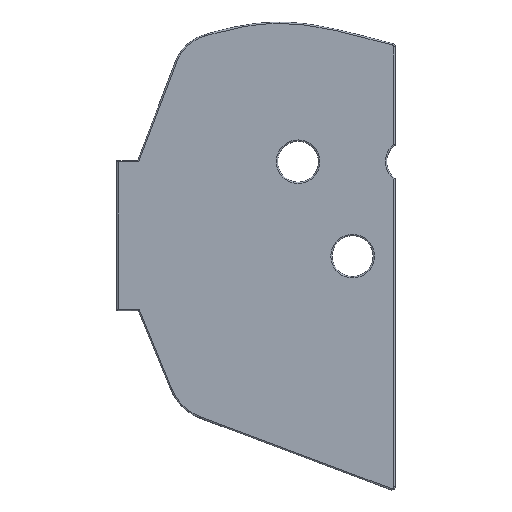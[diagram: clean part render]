
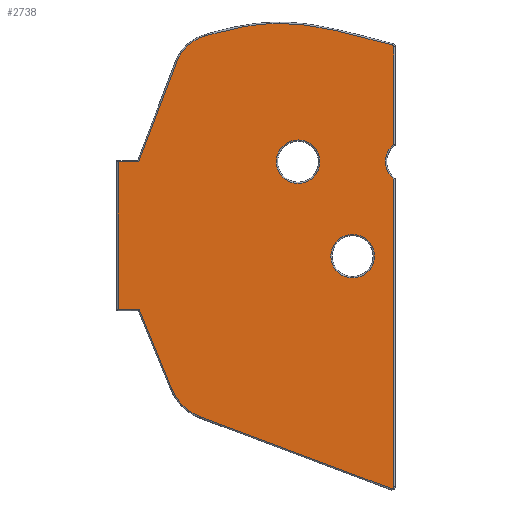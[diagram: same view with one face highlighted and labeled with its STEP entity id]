
A CAD part, top view. The second image highlights one B-rep face of the part: STEP entity #2738.
In plain terms, the highlighted planar face has unit normal (0, 0, 1).
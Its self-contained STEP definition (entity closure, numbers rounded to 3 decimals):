
#15=FACE_BOUND('',#843,.T.);
#16=FACE_BOUND('',#844,.T.);
#51=PLANE('',#2971);
#160=LINE('',#4818,#387);
#161=LINE('',#4822,#388);
#162=LINE('',#4826,#389);
#163=LINE('',#4830,#390);
#164=LINE('',#4856,#391);
#165=LINE('',#4860,#392);
#166=LINE('',#4862,#393);
#167=LINE('',#4864,#394);
#168=LINE('',#4865,#395);
#387=VECTOR('',#3416,10.);
#388=VECTOR('',#3419,10.);
#389=VECTOR('',#3422,10.);
#390=VECTOR('',#3425,10.);
#391=VECTOR('',#3426,10.);
#392=VECTOR('',#3429,10.);
#393=VECTOR('',#3430,10.);
#394=VECTOR('',#3431,10.);
#395=VECTOR('',#3432,10.);
#671=FACE_OUTER_BOUND('',#842,.T.);
#842=EDGE_LOOP('',(#2044,#2045,#2046,#2047,#2048,#2049,#2050,#2051,#2052,
#2053,#2054,#2055,#2056,#2057,#2058,#2059));
#843=EDGE_LOOP('',(#2060));
#844=EDGE_LOOP('',(#2061));
#992=B_SPLINE_CURVE_WITH_KNOTS('',3,(#4832,#4833,#4834,#4835,#4836),
 .UNSPECIFIED.,.F.,.F.,(4,1,4),(-0.078,-0.039,
0.),.UNSPECIFIED.);
#993=B_SPLINE_CURVE_WITH_KNOTS('',3,(#4838,#4839,#4840,#4841,#4842,#4843,
#4844,#4845,#4846,#4847),.UNSPECIFIED.,.F.,.F.,(4,2,2,2,4),(0.,0.273,
1.476,2.973,3.382),.UNSPECIFIED.);
#994=B_SPLINE_CURVE_WITH_KNOTS('',3,(#4849,#4850,#4851,#4852,#4853,#4854),
 .UNSPECIFIED.,.F.,.F.,(4,2,4),(0.,1.184,2.163),
 .UNSPECIFIED.);
#1093=CIRCLE('',#2967,6.4);
#1097=CIRCLE('',#2972,14.6);
#1098=CIRCLE('',#2973,0.6);
#1099=CIRCLE('',#2974,6.4);
#1100=CIRCLE('',#2975,12.6);
#1101=CIRCLE('',#2976,6.4);
#1254=VERTEX_POINT('',#4808);
#1257=VERTEX_POINT('',#4816);
#1258=VERTEX_POINT('',#4817);
#1259=VERTEX_POINT('',#4819);
#1260=VERTEX_POINT('',#4821);
#1261=VERTEX_POINT('',#4823);
#1262=VERTEX_POINT('',#4825);
#1263=VERTEX_POINT('',#4827);
#1264=VERTEX_POINT('',#4829);
#1265=VERTEX_POINT('',#4831);
#1266=VERTEX_POINT('',#4837);
#1267=VERTEX_POINT('',#4848);
#1268=VERTEX_POINT('',#4855);
#1269=VERTEX_POINT('',#4857);
#1270=VERTEX_POINT('',#4859);
#1271=VERTEX_POINT('',#4861);
#1272=VERTEX_POINT('',#4863);
#1273=VERTEX_POINT('',#4866);
#1551=EDGE_CURVE('',#1254,#1254,#1093,.T.);
#1555=EDGE_CURVE('',#1257,#1258,#160,.T.);
#1556=EDGE_CURVE('',#1259,#1257,#1097,.T.);
#1557=EDGE_CURVE('',#1260,#1259,#161,.T.);
#1558=EDGE_CURVE('',#1261,#1260,#1098,.T.);
#1559=EDGE_CURVE('',#1262,#1261,#162,.T.);
#1560=EDGE_CURVE('',#1263,#1262,#1099,.T.);
#1561=EDGE_CURVE('',#1264,#1263,#163,.T.);
#1562=EDGE_CURVE('',#1265,#1264,#992,.T.);
#1563=EDGE_CURVE('',#1266,#1265,#993,.T.);
#1564=EDGE_CURVE('',#1267,#1266,#994,.T.);
#1565=EDGE_CURVE('',#1268,#1267,#164,.T.);
#1566=EDGE_CURVE('',#1269,#1268,#1100,.T.);
#1567=EDGE_CURVE('',#1270,#1269,#165,.T.);
#1568=EDGE_CURVE('',#1271,#1270,#166,.T.);
#1569=EDGE_CURVE('',#1272,#1271,#167,.T.);
#1570=EDGE_CURVE('',#1258,#1272,#168,.T.);
#1571=EDGE_CURVE('',#1273,#1273,#1101,.T.);
#2044=ORIENTED_EDGE('',*,*,#1555,.F.);
#2045=ORIENTED_EDGE('',*,*,#1556,.F.);
#2046=ORIENTED_EDGE('',*,*,#1557,.F.);
#2047=ORIENTED_EDGE('',*,*,#1558,.F.);
#2048=ORIENTED_EDGE('',*,*,#1559,.F.);
#2049=ORIENTED_EDGE('',*,*,#1560,.F.);
#2050=ORIENTED_EDGE('',*,*,#1561,.F.);
#2051=ORIENTED_EDGE('',*,*,#1562,.F.);
#2052=ORIENTED_EDGE('',*,*,#1563,.F.);
#2053=ORIENTED_EDGE('',*,*,#1564,.F.);
#2054=ORIENTED_EDGE('',*,*,#1565,.F.);
#2055=ORIENTED_EDGE('',*,*,#1566,.F.);
#2056=ORIENTED_EDGE('',*,*,#1567,.F.);
#2057=ORIENTED_EDGE('',*,*,#1568,.F.);
#2058=ORIENTED_EDGE('',*,*,#1569,.F.);
#2059=ORIENTED_EDGE('',*,*,#1570,.F.);
#2060=ORIENTED_EDGE('',*,*,#1571,.F.);
#2061=ORIENTED_EDGE('',*,*,#1551,.F.);
#2738=ADVANCED_FACE('',(#671,#15,#16),#51,.T.);
#2967=AXIS2_PLACEMENT_3D('',#4809,#3406,#3407);
#2971=AXIS2_PLACEMENT_3D('',#4815,#3414,#3415);
#2972=AXIS2_PLACEMENT_3D('',#4820,#3417,#3418);
#2973=AXIS2_PLACEMENT_3D('',#4824,#3420,#3421);
#2974=AXIS2_PLACEMENT_3D('',#4828,#3423,#3424);
#2975=AXIS2_PLACEMENT_3D('',#4858,#3427,#3428);
#2976=AXIS2_PLACEMENT_3D('',#4867,#3433,#3434);
#3406=DIRECTION('center_axis',(0.,0.,
1.));
#3407=DIRECTION('ref_axis',(0.,-1.,0.));
#3414=DIRECTION('center_axis',(0.,0.,
1.));
#3415=DIRECTION('ref_axis',(0.,-1.,0.));
#3416=DIRECTION('',(-0.38,0.925,0.));
#3417=DIRECTION('center_axis',(0.,0.,
-1.));
#3418=DIRECTION('ref_axis',(-0.697,-0.717,0.));
#3419=DIRECTION('',(-0.936,0.352,0.));
#3420=DIRECTION('center_axis',(0.,0.,
-1.));
#3421=DIRECTION('ref_axis',(0.569,-0.822,0.));
#3422=DIRECTION('',(0.,-1.,0.));
#3423=DIRECTION('center_axis',(0.,0.,
1.));
#3424=DIRECTION('ref_axis',(-1.,0.,0.));
#3425=DIRECTION('',(0.,-1.,0.));
#3426=DIRECTION('',(0.96,0.28,0.));
#3427=DIRECTION('center_axis',(0.,0.,
-1.));
#3428=DIRECTION('ref_axis',(-0.679,0.735,0.));
#3429=DIRECTION('',(0.355,0.935,0.));
#3430=DIRECTION('',(1.,0.,0.));
#3431=DIRECTION('',(0.,1.,0.));
#3432=DIRECTION('',(-1.,0.,0.));
#3433=DIRECTION('center_axis',(0.,0.,
1.));
#3434=DIRECTION('ref_axis',(0.,-1.,0.));
#4808=CARTESIAN_POINT('',(47.9,79.287,0.95));
#4809=CARTESIAN_POINT('Origin',(41.5,79.287,0.95));
#4815=CARTESIAN_POINT('Origin',(13.15,79.117,0.95));
#4816=CARTESIAN_POINT('',(-11.491,40.239,0.95));
#4817=CARTESIAN_POINT('',(-21.137,63.723,0.95));
#4818=CARTESIAN_POINT('',(-16.544,52.541,0.95));
#4819=CARTESIAN_POINT('',(-3.167,32.137,0.95));
#4820=CARTESIAN_POINT('Origin',(2.014,45.786,0.95));
#4821=CARTESIAN_POINT('',(52.789,11.116,0.95));
#4822=CARTESIAN_POINT('',(24.903,21.592,0.95));
#4823=CARTESIAN_POINT('',(53.6,11.677,0.95));
#4824=CARTESIAN_POINT('Origin',(53.,11.677,0.95));
#4825=CARTESIAN_POINT('',(53.6,101.926,0.95));
#4826=CARTESIAN_POINT('',(53.6,44.675,0.95));
#4827=CARTESIAN_POINT('',(53.6,112.074,0.95));
#4828=CARTESIAN_POINT('Origin',(57.5,107.,0.95));
#4829=CARTESIAN_POINT('',(53.6,140.674,0.95));
#4830=CARTESIAN_POINT('',(53.6,95.495,0.95));
#4831=CARTESIAN_POINT('',(53.156,141.253,0.95));
#4832=CARTESIAN_POINT('Ctrl Pts',(53.156,141.253,0.95));
#4833=CARTESIAN_POINT('Ctrl Pts',(53.282,141.219,0.95));
#4834=CARTESIAN_POINT('Ctrl Pts',(53.511,141.065,0.95));
#4835=CARTESIAN_POINT('Ctrl Pts',(53.6,140.804,0.95));
#4836=CARTESIAN_POINT('Ctrl Pts',(53.6,140.674,0.95));
#4837=CARTESIAN_POINT('',(20.,147.6,0.95));
#4838=CARTESIAN_POINT('Ctrl Pts',(20.,147.6,0.95));
#4839=CARTESIAN_POINT('Ctrl Pts',(20.909,147.6,0.95));
#4840=CARTESIAN_POINT('Ctrl Pts',(21.817,147.577,0.95));
#4841=CARTESIAN_POINT('Ctrl Pts',(26.734,147.336,0.95));
#4842=CARTESIAN_POINT('Ctrl Pts',(30.73,146.702,0.95));
#4843=CARTESIAN_POINT('Ctrl Pts',(39.557,144.878,0.95));
#4844=CARTESIAN_POINT('Ctrl Pts',(44.38,143.609,0.95));
#4845=CARTESIAN_POINT('Ctrl Pts',(50.52,141.963,0.95));
#4846=CARTESIAN_POINT('Ctrl Pts',(51.838,141.608,0.95));
#4847=CARTESIAN_POINT('Ctrl Pts',(53.156,141.253,0.95));
#4848=CARTESIAN_POINT('',(-1.281,144.058,0.95));
#4849=CARTESIAN_POINT('Ctrl Pts',(-1.281,144.058,0.95));
#4850=CARTESIAN_POINT('Ctrl Pts',(2.51,145.155,0.95));
#4851=CARTESIAN_POINT('Ctrl Pts',(6.351,146.115,0.95));
#4852=CARTESIAN_POINT('Ctrl Pts',(13.466,147.293,0.95));
#4853=CARTESIAN_POINT('Ctrl Pts',(16.737,147.6,0.95));
#4854=CARTESIAN_POINT('Ctrl Pts',(20.,147.6,0.95));
#4855=CARTESIAN_POINT('',(-1.894,143.879,0.95));
#4856=CARTESIAN_POINT('',(-3.657,143.366,0.95));
#4857=CARTESIAN_POINT('',(-10.149,136.253,0.95));
#4858=CARTESIAN_POINT('Origin',(1.631,131.782,0.95));
#4859=CARTESIAN_POINT('',(-21.272,106.948,0.95));
#4860=CARTESIAN_POINT('',(-23.672,100.623,0.95));
#4861=CARTESIAN_POINT('',(-27.3,106.948,0.95));
#4862=CARTESIAN_POINT('',(-7.275,106.948,0.95));
#4863=CARTESIAN_POINT('',(-27.3,63.723,0.95));
#4864=CARTESIAN_POINT('',(-27.3,107.947,0.95));
#4865=CARTESIAN_POINT('',(-4.128,63.723,0.95));
#4866=CARTESIAN_POINT('',(31.9,107.,0.95));
#4867=CARTESIAN_POINT('Origin',(25.5,107.,0.95));
